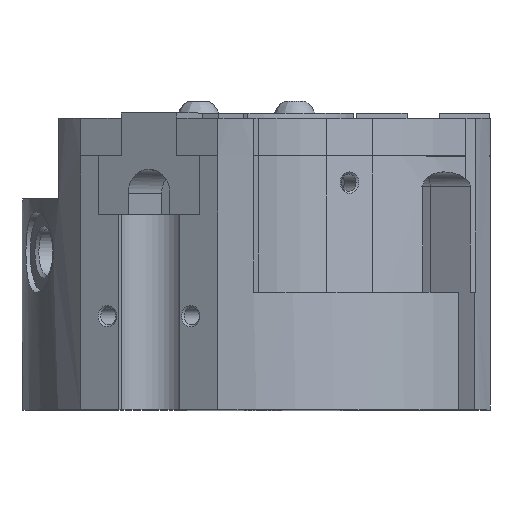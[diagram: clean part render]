
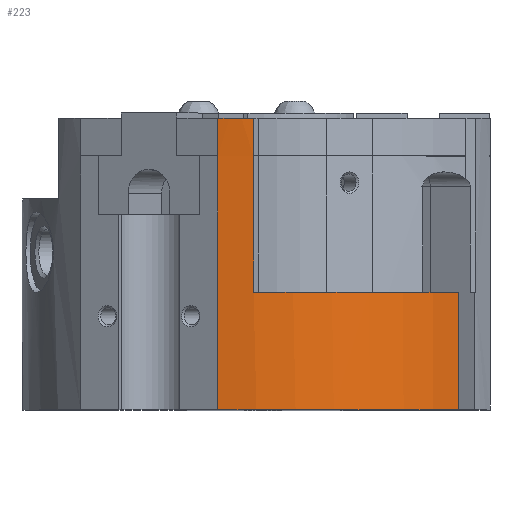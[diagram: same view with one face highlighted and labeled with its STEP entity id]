
A CAD part, top view. The second image highlights one B-rep face of the part: STEP entity #223.
In plain terms, the highlighted cylindrical face has radius 45 mm (diameter 90 mm), a partial arc.
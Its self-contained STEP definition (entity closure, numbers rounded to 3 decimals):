
#223 = ADVANCED_FACE( '', ( #541 ), #542, .T. );
#541 = FACE_OUTER_BOUND( '', #1214, .T. );
#542 = CYLINDRICAL_SURFACE( '', #1215, 45. );
#1214 = EDGE_LOOP( '', ( #2215, #2216, #2217, #2218, #2219, #2220, #2221, #2222, #2223, #2224, #2225, #2226, #2227, #2228 ) );
#1215 = AXIS2_PLACEMENT_3D( '', #2229, #2230, #2231 );
#2215 = ORIENTED_EDGE( '', *, *, #4141, .F. );
#2216 = ORIENTED_EDGE( '', *, *, #4217, .F. );
#2217 = ORIENTED_EDGE( '', *, *, #4225, .F. );
#2218 = ORIENTED_EDGE( '', *, *, #4226, .F. );
#2219 = ORIENTED_EDGE( '', *, *, #4227, .F. );
#2220 = ORIENTED_EDGE( '', *, *, #4228, .T. );
#2221 = ORIENTED_EDGE( '', *, *, #4229, .F. );
#2222 = ORIENTED_EDGE( '', *, *, #4230, .F. );
#2223 = ORIENTED_EDGE( '', *, *, #4231, .T. );
#2224 = ORIENTED_EDGE( '', *, *, #4232, .T. );
#2225 = ORIENTED_EDGE( '', *, *, #4233, .F. );
#2226 = ORIENTED_EDGE( '', *, *, #4234, .F. );
#2227 = ORIENTED_EDGE( '', *, *, #4235, .T. );
#2228 = ORIENTED_EDGE( '', *, *, #4072, .T. );
#2229 = CARTESIAN_POINT( '', ( 0., 54.5, 0. ) );
#2230 = DIRECTION( '', ( 0., 1., 0. ) );
#2231 = DIRECTION( '', ( 0., 0., -1. ) );
#4072 = EDGE_CURVE( '', #4744, #4741, #4745, .T. );
#4141 = EDGE_CURVE( '', #4875, #4741, #4876, .T. );
#4217 = EDGE_CURVE( '', #5007, #4875, #5008, .T. );
#4225 = EDGE_CURVE( '', #5020, #5007, #5021, .T. );
#4226 = EDGE_CURVE( '', #5022, #5020, #5023, .T. );
#4227 = EDGE_CURVE( '', #5024, #5022, #5025, .T. );
#4228 = EDGE_CURVE( '', #5024, #5026, #5027, .T. );
#4229 = EDGE_CURVE( '', #5028, #5026, #5029, .T. );
#4230 = EDGE_CURVE( '', #5030, #5028, #5031, .T. );
#4231 = EDGE_CURVE( '', #5030, #5032, #5033, .T. );
#4232 = EDGE_CURVE( '', #5032, #5034, #5035, .T. );
#4233 = EDGE_CURVE( '', #5036, #5034, #5037, .T. );
#4234 = EDGE_CURVE( '', #5038, #5036, #5039, .T. );
#4235 = EDGE_CURVE( '', #5038, #4744, #5040, .T. );
#4741 = VERTEX_POINT( '', #5863 );
#4744 = VERTEX_POINT( '', #5867 );
#4745 = CIRCLE( '', #5868, 45. );
#4875 = VERTEX_POINT( '', #6066 );
#4876 = LINE( '', #6067, #6068 );
#5007 = VERTEX_POINT( '', #6279 );
#5008 = CIRCLE( '', #6280, 45. );
#5020 = VERTEX_POINT( '', #6296 );
#5021 = LINE( '', #6297, #6298 );
#5022 = VERTEX_POINT( '', #6299 );
#5023 = CIRCLE( '', #6300, 45. );
#5024 = VERTEX_POINT( '', #6301 );
#5025 = LINE( '', #6302, #6303 );
#5026 = VERTEX_POINT( '', #6304 );
#5027 = CIRCLE( '', #6305, 45. );
#5028 = VERTEX_POINT( '', #6306 );
#5029 = LINE( '', #6307, #6308 );
#5030 = VERTEX_POINT( '', #6309 );
#5031 = CIRCLE( '', #6310, 45. );
#5032 = VERTEX_POINT( '', #6311 );
#5033 = LINE( '', #6312, #6313 );
#5034 = VERTEX_POINT( '', #6314 );
#5035 = CIRCLE( '', #6315, 45. );
#5036 = VERTEX_POINT( '', #6316 );
#5037 = LINE( '', #6317, #6318 );
#5038 = VERTEX_POINT( '', #6319 );
#5039 = CIRCLE( '', #6320, 45. );
#5040 = LINE( '', #6321, #6322 );
#5863 = CARTESIAN_POINT( '', ( 44.793, 0., 4.316 ) );
#5867 = CARTESIAN_POINT( '', ( 14.79, 0., 42.5 ) );
#5868 = AXIS2_PLACEMENT_3D( '', #8006, #8007, #8008 );
#6066 = CARTESIAN_POINT( '', ( 44.793, 22., 4.316 ) );
#6067 = CARTESIAN_POINT( '', ( 44.793, 54.5, 4.316 ) );
#6068 = VECTOR( '', #8120, 1000. );
#6279 = CARTESIAN_POINT( '', ( 21., 22., 39.799 ) );
#6280 = AXIS2_PLACEMENT_3D( '', #8229, #8230, #8231 );
#6296 = CARTESIAN_POINT( '', ( 21., 47.48, 39.799 ) );
#6297 = CARTESIAN_POINT( '', ( 21., 54.5, 39.799 ) );
#6298 = VECTOR( '', #8245, 1000. );
#6299 = CARTESIAN_POINT( '', ( 20.98, 47.48, 39.81 ) );
#6300 = AXIS2_PLACEMENT_3D( '', #8246, #8247, #8248 );
#6301 = CARTESIAN_POINT( '', ( 20.98, 47.5, 39.81 ) );
#6302 = CARTESIAN_POINT( '', ( 20.98, 54.5, 39.81 ) );
#6303 = VECTOR( '', #8249, 1000. );
#6304 = CARTESIAN_POINT( '', ( 21., 47.5, 39.799 ) );
#6305 = AXIS2_PLACEMENT_3D( '', #8250, #8251, #8252 );
#6306 = CARTESIAN_POINT( '', ( 21., 54.5, 39.799 ) );
#6307 = CARTESIAN_POINT( '', ( 21., 54.5, 39.799 ) );
#6308 = VECTOR( '', #8253, 1000. );
#6309 = CARTESIAN_POINT( '', ( 14.79, 54.5, 42.5 ) );
#6310 = AXIS2_PLACEMENT_3D( '', #8254, #8255, #8256 );
#6311 = CARTESIAN_POINT( '', ( 14.79, 47.5, 42.5 ) );
#6312 = CARTESIAN_POINT( '', ( 14.79, 54.5, 42.5 ) );
#6313 = VECTOR( '', #8257, 1000. );
#6314 = CARTESIAN_POINT( '', ( 14.848, 47.5, 42.48 ) );
#6315 = AXIS2_PLACEMENT_3D( '', #8258, #8259, #8260 );
#6316 = CARTESIAN_POINT( '', ( 14.848, 47.48, 42.48 ) );
#6317 = CARTESIAN_POINT( '', ( 14.848, 47.48, 42.48 ) );
#6318 = VECTOR( '', #8261, 1000. );
#6319 = CARTESIAN_POINT( '', ( 14.79, 47.48, 42.5 ) );
#6320 = AXIS2_PLACEMENT_3D( '', #8262, #8263, #8264 );
#6321 = CARTESIAN_POINT( '', ( 14.79, 54.5, 42.5 ) );
#6322 = VECTOR( '', #8265, 1000. );
#8006 = CARTESIAN_POINT( '', ( 0., 0., 0. ) );
#8007 = DIRECTION( '', ( 0., 1., 0. ) );
#8008 = DIRECTION( '', ( 1., 0., 0. ) );
#8120 = DIRECTION( '', ( 0., -1., 0. ) );
#8229 = CARTESIAN_POINT( '', ( 0., 22., 0. ) );
#8230 = DIRECTION( '', ( 0., 1., 0. ) );
#8231 = DIRECTION( '', ( 0., 0., 1. ) );
#8245 = DIRECTION( '', ( 0., -1., 0. ) );
#8246 = CARTESIAN_POINT( '', ( 0., 47.48, 0. ) );
#8247 = DIRECTION( '', ( 0., 1., 0. ) );
#8248 = DIRECTION( '', ( 0., 0., 1. ) );
#8249 = DIRECTION( '', ( 0., -1., 0. ) );
#8250 = CARTESIAN_POINT( '', ( 0., 47.5, 0. ) );
#8251 = DIRECTION( '', ( 0., 1., 0. ) );
#8252 = DIRECTION( '', ( 0., 0., 1. ) );
#8253 = DIRECTION( '', ( 0., -1., 0. ) );
#8254 = CARTESIAN_POINT( '', ( 0., 54.5, 0. ) );
#8255 = DIRECTION( '', ( 0., 1., 0. ) );
#8256 = DIRECTION( '', ( 1., 0., 0. ) );
#8257 = DIRECTION( '', ( 0., -1., 0. ) );
#8258 = CARTESIAN_POINT( '', ( 0., 47.5, 0. ) );
#8259 = DIRECTION( '', ( 0., 1., 0. ) );
#8260 = DIRECTION( '', ( 0., 0., 1. ) );
#8261 = DIRECTION( '', ( 0., 1., 0. ) );
#8262 = CARTESIAN_POINT( '', ( 0., 47.48, 0. ) );
#8263 = DIRECTION( '', ( 0., 1., 0. ) );
#8264 = DIRECTION( '', ( 0., 0., 1. ) );
#8265 = DIRECTION( '', ( 0., -1., 0. ) );
